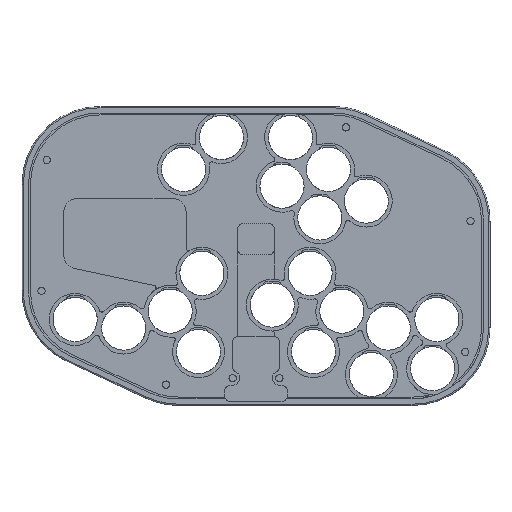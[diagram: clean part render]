
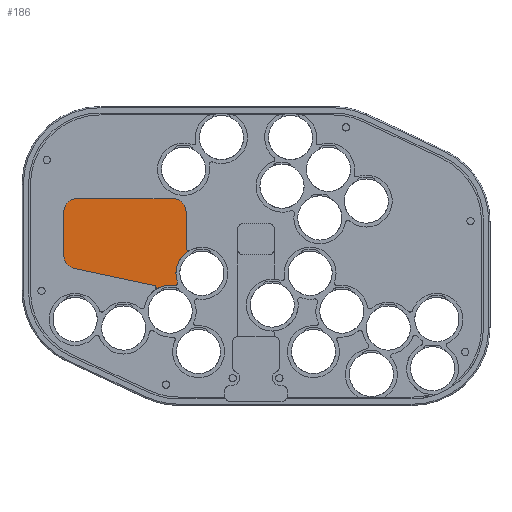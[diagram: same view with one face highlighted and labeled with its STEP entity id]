
A CAD part, front view. The second image highlights one B-rep face of the part: STEP entity #186.
In plain terms, the highlighted planar face has unit normal (0, -1, 0).
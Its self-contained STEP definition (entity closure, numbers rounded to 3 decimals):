
#46 = AXIS2_PLACEMENT_3D ( 'NONE', #11203, #8104, #306 ) ;
#186 = ADVANCED_FACE ( 'NONE', ( #4361 ), #10373, .T. ) ;
#306 = DIRECTION ( 'NONE',  ( 0., 0., -1. ) ) ;
#331 = CARTESIAN_POINT ( 'NONE',  ( -30.214, 8.65, -10.028 ) ) ;
#351 = CARTESIAN_POINT ( 'NONE',  ( -69.947, 8.65, -4.782 ) ) ;
#530 = VECTOR ( 'NONE', #1883, 1000. ) ;
#582 = DIRECTION ( 'NONE',  ( 0., -1., 0. ) ) ;
#595 = ORIENTED_EDGE ( 'NONE', *, *, #4027, .T. ) ;
#647 = CARTESIAN_POINT ( 'NONE',  ( -68.908, 8.65, 0.109 ) ) ;
#660 = ORIENTED_EDGE ( 'NONE', *, *, #10923, .F. ) ;
#675 = EDGE_CURVE ( 'NONE', #11024, #3360, #7041, .T. ) ;
#753 = DIRECTION ( 'NONE',  ( 0.978, 0., -0.208 ) ) ;
#871 = LINE ( 'NONE', #8412, #9485 ) ;
#911 = VERTEX_POINT ( 'NONE', #7950 ) ;
#1168 = ORIENTED_EDGE ( 'NONE', *, *, #4108, .T. ) ;
#1217 = EDGE_CURVE ( 'NONE', #10327, #4923, #9497, .T. ) ;
#1483 = AXIS2_PLACEMENT_3D ( 'NONE', #10093, #2291, #12207 ) ;
#1564 = CIRCLE ( 'NONE', #6708, 1. ) ;
#1762 = CARTESIAN_POINT ( 'NONE',  ( -39.242, 8.65, -11.309 ) ) ;
#1800 = CIRCLE ( 'NONE', #11865, 5. ) ;
#1883 = DIRECTION ( 'NONE',  ( -1., 0., 0. ) ) ;
#1948 = AXIS2_PLACEMENT_3D ( 'NONE', #3442, #8074, #7362 ) ;
#1962 = CIRCLE ( 'NONE', #8553, 10. ) ;
#2196 = ORIENTED_EDGE ( 'NONE', *, *, #1217, .T. ) ;
#2291 = DIRECTION ( 'NONE',  ( 0., 1., 0. ) ) ;
#2302 = EDGE_CURVE ( 'NONE', #12463, #10327, #2357, .T. ) ;
#2332 = ORIENTED_EDGE ( 'NONE', *, *, #11213, .T. ) ;
#2357 = CIRCLE ( 'NONE', #1948, 1. ) ;
#2387 = AXIS2_PLACEMENT_3D ( 'NONE', #2744, #5437, #6482 ) ;
#2744 = CARTESIAN_POINT ( 'NONE',  ( -68.908, 8.65, 17.07 ) ) ;
#2913 = LINE ( 'NONE', #4964, #8159 ) ;
#3324 = CARTESIAN_POINT ( 'NONE',  ( -68.908, 8.65, 22.07 ) ) ;
#3360 = VERTEX_POINT ( 'NONE', #5845 ) ;
#3442 = CARTESIAN_POINT ( 'NONE',  ( -25.908, 8.65, 3.09 ) ) ;
#3643 = DIRECTION ( 'NONE',  ( 0., 0., -1. ) ) ;
#3765 = VERTEX_POINT ( 'NONE', #11742 ) ;
#3932 = DIRECTION ( 'NONE',  ( 0., 0., 1. ) ) ;
#4027 = EDGE_CURVE ( 'NONE', #12100, #11885, #12065, .T. ) ;
#4091 = VERTEX_POINT ( 'NONE', #5684 ) ;
#4108 = EDGE_CURVE ( 'NONE', #4923, #911, #1800, .T. ) ;
#4141 = EDGE_LOOP ( 'NONE', ( #9258, #10585, #11296, #2196, #1168, #2332, #9447, #11123, #595, #8113, #7961, #6104, #7253, #660 ) ) ;
#4194 = EDGE_CURVE ( 'NONE', #3765, #12100, #2913, .T. ) ;
#4361 = FACE_OUTER_BOUND ( 'NONE', #4141, .T. ) ;
#4513 = DIRECTION ( 'NONE',  ( 0., 0., -1. ) ) ;
#4735 = DIRECTION ( 'NONE',  ( 0., 1., 0. ) ) ;
#4923 = VERTEX_POINT ( 'NONE', #10751 ) ;
#4964 = CARTESIAN_POINT ( 'NONE',  ( -73.908, 8.65, 17.07 ) ) ;
#5249 = AXIS2_PLACEMENT_3D ( 'NONE', #10483, #4735, #9511 ) ;
#5356 = CARTESIAN_POINT ( 'NONE',  ( -31.324, 8.65, -11.351 ) ) ;
#5437 = DIRECTION ( 'NONE',  ( 0., -1., 0. ) ) ;
#5645 = CARTESIAN_POINT ( 'NONE',  ( -33.014, 8.65, -21.208 ) ) ;
#5684 = CARTESIAN_POINT ( 'NONE',  ( -25.443, 8.65, 2.204 ) ) ;
#5701 = AXIS2_PLACEMENT_3D ( 'NONE', #647, #582, #4513 ) ;
#5845 = CARTESIAN_POINT ( 'NONE',  ( -38.865, 8.65, -13.098 ) ) ;
#5871 = LINE ( 'NONE', #7797, #530 ) ;
#5872 = CARTESIAN_POINT ( 'NONE',  ( -31.908, 8.65, 17.07 ) ) ;
#6060 = DIRECTION ( 'NONE',  ( 0., -1., 0. ) ) ;
#6104 = ORIENTED_EDGE ( 'NONE', *, *, #7590, .T. ) ;
#6208 = VERTEX_POINT ( 'NONE', #3324 ) ;
#6409 = EDGE_CURVE ( 'NONE', #6208, #3765, #6910, .T. ) ;
#6442 = EDGE_CURVE ( 'NONE', #4091, #12463, #6503, .T. ) ;
#6482 = DIRECTION ( 'NONE',  ( 0., 0., -1. ) ) ;
#6503 = CIRCLE ( 'NONE', #5249, 1. ) ;
#6708 = AXIS2_PLACEMENT_3D ( 'NONE', #12256, #11291, #7164 ) ;
#6836 = DIRECTION ( 'NONE',  ( 0., 1., 0. ) ) ;
#6910 = CIRCLE ( 'NONE', #2387, 5. ) ;
#7041 = CIRCLE ( 'NONE', #1483, 1. ) ;
#7164 = DIRECTION ( 'NONE',  ( 0., 0., -1. ) ) ;
#7172 = VERTEX_POINT ( 'NONE', #8122 ) ;
#7253 = ORIENTED_EDGE ( 'NONE', *, *, #11210, .F. ) ;
#7362 = DIRECTION ( 'NONE',  ( 0., 0., -1. ) ) ;
#7501 = CARTESIAN_POINT ( 'NONE',  ( -20.801, 8.65, -6.653 ) ) ;
#7590 = EDGE_CURVE ( 'NONE', #3360, #9273, #9067, .T. ) ;
#7725 = EDGE_CURVE ( 'NONE', #11885, #11024, #871, .T. ) ;
#7797 = CARTESIAN_POINT ( 'NONE',  ( -31.908, 8.65, 22.07 ) ) ;
#7950 = CARTESIAN_POINT ( 'NONE',  ( -31.908, 8.65, 22.07 ) ) ;
#7961 = ORIENTED_EDGE ( 'NONE', *, *, #675, .T. ) ;
#8031 = AXIS2_PLACEMENT_3D ( 'NONE', #5645, #9645, #11573 ) ;
#8074 = DIRECTION ( 'NONE',  ( 0., 1., 0. ) ) ;
#8104 = DIRECTION ( 'NONE',  ( 0., -1., 0. ) ) ;
#8113 = ORIENTED_EDGE ( 'NONE', *, *, #7725, .T. ) ;
#8122 = CARTESIAN_POINT ( 'NONE',  ( -31.155, 8.65, -11.366 ) ) ;
#8159 = VECTOR ( 'NONE', #8837, 1000. ) ;
#8327 = DIRECTION ( 'NONE',  ( 0., 0., 1. ) ) ;
#8412 = CARTESIAN_POINT ( 'NONE',  ( -69.947, 8.65, -4.782 ) ) ;
#8553 = AXIS2_PLACEMENT_3D ( 'NONE', #7501, #11437, #3643 ) ;
#8837 = DIRECTION ( 'NONE',  ( 0., 0., -1. ) ) ;
#8932 = CARTESIAN_POINT ( 'NONE',  ( -73.908, 8.65, 0.109 ) ) ;
#8969 = CARTESIAN_POINT ( 'NONE',  ( -31.155, 8.65, -10.366 ) ) ;
#9031 = VECTOR ( 'NONE', #8327, 1000. ) ;
#9058 = CARTESIAN_POINT ( 'NONE',  ( -26.908, 8.65, 3.09 ) ) ;
#9067 = CIRCLE ( 'NONE', #8031, 10. ) ;
#9258 = ORIENTED_EDGE ( 'NONE', *, *, #10641, .T. ) ;
#9273 = VERTEX_POINT ( 'NONE', #5356 ) ;
#9447 = ORIENTED_EDGE ( 'NONE', *, *, #6409, .T. ) ;
#9485 = VECTOR ( 'NONE', #753, 1000. ) ;
#9497 = LINE ( 'NONE', #10335, #9031 ) ;
#9511 = DIRECTION ( 'NONE',  ( 0., 0., -1. ) ) ;
#9645 = DIRECTION ( 'NONE',  ( 0., 1., 0. ) ) ;
#10093 = CARTESIAN_POINT ( 'NONE',  ( -39.45, 8.65, -12.287 ) ) ;
#10327 = VERTEX_POINT ( 'NONE', #9058 ) ;
#10335 = CARTESIAN_POINT ( 'NONE',  ( -26.908, 8.65, -7.756 ) ) ;
#10373 = PLANE ( 'NONE',  #46 ) ;
#10483 = CARTESIAN_POINT ( 'NONE',  ( -25.908, 8.65, 3.09 ) ) ;
#10585 = ORIENTED_EDGE ( 'NONE', *, *, #6442, .T. ) ;
#10640 = CIRCLE ( 'NONE', #11236, 1. ) ;
#10641 = EDGE_CURVE ( 'NONE', #12632, #4091, #1962, .T. ) ;
#10751 = CARTESIAN_POINT ( 'NONE',  ( -26.908, 8.65, 17.07 ) ) ;
#10901 = DIRECTION ( 'NONE',  ( 0., 0., -1. ) ) ;
#10923 = EDGE_CURVE ( 'NONE', #12632, #7172, #1564, .T. ) ;
#11024 = VERTEX_POINT ( 'NONE', #1762 ) ;
#11123 = ORIENTED_EDGE ( 'NONE', *, *, #4194, .T. ) ;
#11203 = CARTESIAN_POINT ( 'NONE',  ( -68.908, 8.65, 17.07 ) ) ;
#11210 = EDGE_CURVE ( 'NONE', #7172, #9273, #10640, .T. ) ;
#11213 = EDGE_CURVE ( 'NONE', #911, #6208, #5871, .T. ) ;
#11236 = AXIS2_PLACEMENT_3D ( 'NONE', #8969, #6836, #10901 ) ;
#11291 = DIRECTION ( 'NONE',  ( 0., 1., 0. ) ) ;
#11296 = ORIENTED_EDGE ( 'NONE', *, *, #2302, .T. ) ;
#11437 = DIRECTION ( 'NONE',  ( 0., 1., 0. ) ) ;
#11573 = DIRECTION ( 'NONE',  ( 0., 0., -1. ) ) ;
#11630 = CARTESIAN_POINT ( 'NONE',  ( -25.908, 8.65, 2.09 ) ) ;
#11742 = CARTESIAN_POINT ( 'NONE',  ( -73.908, 8.65, 17.07 ) ) ;
#11865 = AXIS2_PLACEMENT_3D ( 'NONE', #5872, #6060, #3932 ) ;
#11885 = VERTEX_POINT ( 'NONE', #351 ) ;
#12065 = CIRCLE ( 'NONE', #5701, 5. ) ;
#12100 = VERTEX_POINT ( 'NONE', #8932 ) ;
#12207 = DIRECTION ( 'NONE',  ( 0., 0., -1. ) ) ;
#12256 = CARTESIAN_POINT ( 'NONE',  ( -31.155, 8.65, -10.366 ) ) ;
#12463 = VERTEX_POINT ( 'NONE', #11630 ) ;
#12632 = VERTEX_POINT ( 'NONE', #331 ) ;
